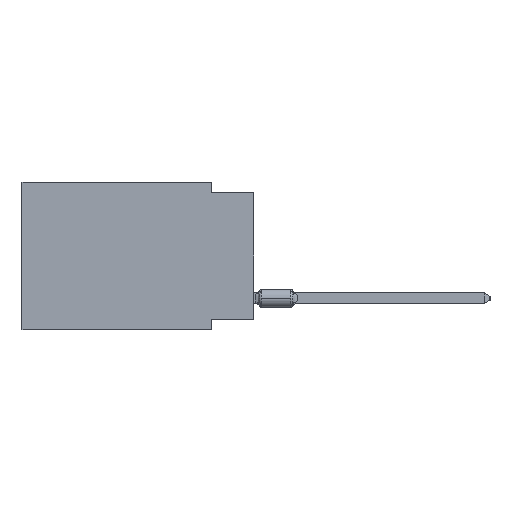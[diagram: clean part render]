
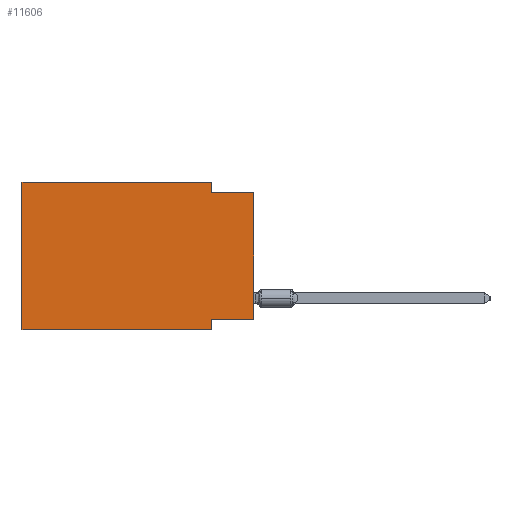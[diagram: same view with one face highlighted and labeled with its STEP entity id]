
A CAD part, left-side view. The second image highlights one B-rep face of the part: STEP entity #11606.
In plain terms, the highlighted planar face has unit normal (-1, 0, 0).
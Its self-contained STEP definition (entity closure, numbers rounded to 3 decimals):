
#853 = CARTESIAN_POINT ( 'NONE',  ( 0., 0., -8.255 ) ) ;
#1099 = VERTEX_POINT ( 'NONE', #37419 ) ;
#1756 = ORIENTED_EDGE ( 'NONE', *, *, #6553, .F. ) ;
#2828 = LINE ( 'NONE', #27479, #35298 ) ;
#2856 = PLANE ( 'NONE',  #59668 ) ;
#2994 = LINE ( 'NONE', #51895, #14014 ) ;
#3072 = EDGE_CURVE ( 'NONE', #53331, #77921, #52188, .T. ) ;
#3903 = ORIENTED_EDGE ( 'NONE', *, *, #25958, .F. ) ;
#6553 = EDGE_CURVE ( 'NONE', #79531, #56990, #2994, .T. ) ;
#9392 = ORIENTED_EDGE ( 'NONE', *, *, #3072, .T. ) ;
#11233 = DIRECTION ( 'NONE',  ( 0., 0., 1. ) ) ;
#11466 = CARTESIAN_POINT ( 'NONE',  ( 0., 0., -8.255 ) ) ;
#11544 = VECTOR ( 'NONE', #11233, 1000. ) ;
#11606 = ADVANCED_FACE ( 'NONE', ( #77214 ), #2856, .F. ) ;
#13874 = CARTESIAN_POINT ( 'NONE',  ( 0., 13.97, 0. ) ) ;
#14014 = VECTOR ( 'NONE', #46633, 1000. ) ;
#19271 = CARTESIAN_POINT ( 'NONE',  ( 0., 13.97, -8.89 ) ) ;
#19853 = VECTOR ( 'NONE', #27256, 1000. ) ;
#20249 = DIRECTION ( 'NONE',  ( 0., -1., 0. ) ) ;
#21481 = CARTESIAN_POINT ( 'NONE',  ( 0., 0., 0. ) ) ;
#21511 = CARTESIAN_POINT ( 'NONE',  ( 0., 2.54, -0.635 ) ) ;
#22396 = ORIENTED_EDGE ( 'NONE', *, *, #69661, .F. ) ;
#23690 = CARTESIAN_POINT ( 'NONE',  ( 0., 2.54, -8.89 ) ) ;
#25701 = EDGE_CURVE ( 'NONE', #50174, #79531, #40521, .T. ) ;
#25958 = EDGE_CURVE ( 'NONE', #53331, #1099, #31567, .T. ) ;
#26190 = VECTOR ( 'NONE', #59480, 1000. ) ;
#26717 = DIRECTION ( 'NONE',  ( 0., 1., 0. ) ) ;
#27256 = DIRECTION ( 'NONE',  ( 0., -1., 0. ) ) ;
#27479 = CARTESIAN_POINT ( 'NONE',  ( 0., 13.97, -8.89 ) ) ;
#28003 = CARTESIAN_POINT ( 'NONE',  ( 0., 13.97, 0. ) ) ;
#29099 = CARTESIAN_POINT ( 'NONE',  ( 0., 13.97, 0. ) ) ;
#30980 = VECTOR ( 'NONE', #74862, 1000. ) ;
#31360 = VECTOR ( 'NONE', #26717, 1000. ) ;
#31567 = LINE ( 'NONE', #853, #31360 ) ;
#35298 = VECTOR ( 'NONE', #20249, 1000. ) ;
#36059 = VERTEX_POINT ( 'NONE', #19271 ) ;
#37419 = CARTESIAN_POINT ( 'NONE',  ( 0., 2.54, -8.255 ) ) ;
#39474 = CARTESIAN_POINT ( 'NONE',  ( 0., 2.54, 0. ) ) ;
#40521 = LINE ( 'NONE', #28003, #26190 ) ;
#41231 = ORIENTED_EDGE ( 'NONE', *, *, #25701, .F. ) ;
#42137 = EDGE_CURVE ( 'NONE', #1099, #46838, #61961, .T. ) ;
#43220 = CARTESIAN_POINT ( 'NONE',  ( 0., 0., -0.635 ) ) ;
#46350 = EDGE_CURVE ( 'NONE', #36059, #46838, #2828, .T. ) ;
#46633 = DIRECTION ( 'NONE',  ( 0., 0., -1. ) ) ;
#46838 = VERTEX_POINT ( 'NONE', #23690 ) ;
#50174 = VERTEX_POINT ( 'NONE', #64050 ) ;
#51887 = ORIENTED_EDGE ( 'NONE', *, *, #42137, .F. ) ;
#51895 = CARTESIAN_POINT ( 'NONE',  ( 0., 2.54, 0. ) ) ;
#52188 = LINE ( 'NONE', #21481, #11544 ) ;
#53331 = VERTEX_POINT ( 'NONE', #11466 ) ;
#56990 = VERTEX_POINT ( 'NONE', #21511 ) ;
#59480 = DIRECTION ( 'NONE',  ( 0., -1., 0. ) ) ;
#59668 = AXIS2_PLACEMENT_3D ( 'NONE', #29099, #72329, #66271 ) ;
#61535 = LINE ( 'NONE', #13874, #30980 ) ;
#61961 = LINE ( 'NONE', #63167, #62692 ) ;
#62692 = VECTOR ( 'NONE', #74502, 1000. ) ;
#63167 = CARTESIAN_POINT ( 'NONE',  ( 0., 2.54, -8.89 ) ) ;
#64050 = CARTESIAN_POINT ( 'NONE',  ( 0., 13.97, 0. ) ) ;
#64161 = EDGE_LOOP ( 'NONE', ( #9392, #22396, #1756, #41231, #69945, #65192, #51887, #3903 ) ) ;
#64806 = CARTESIAN_POINT ( 'NONE',  ( 0., 0., -0.635 ) ) ;
#65192 = ORIENTED_EDGE ( 'NONE', *, *, #46350, .T. ) ;
#65838 = EDGE_CURVE ( 'NONE', #36059, #50174, #61535, .T. ) ;
#66271 = DIRECTION ( 'NONE',  ( 0., 0., -1. ) ) ;
#69661 = EDGE_CURVE ( 'NONE', #56990, #77921, #78136, .T. ) ;
#69945 = ORIENTED_EDGE ( 'NONE', *, *, #65838, .F. ) ;
#72329 = DIRECTION ( 'NONE',  ( 1., 0., 0. ) ) ;
#74502 = DIRECTION ( 'NONE',  ( 0., 0., -1. ) ) ;
#74862 = DIRECTION ( 'NONE',  ( 0., 0., 1. ) ) ;
#77214 = FACE_OUTER_BOUND ( 'NONE', #64161, .T. ) ;
#77921 = VERTEX_POINT ( 'NONE', #43220 ) ;
#78136 = LINE ( 'NONE', #64806, #19853 ) ;
#79531 = VERTEX_POINT ( 'NONE', #39474 ) ;
